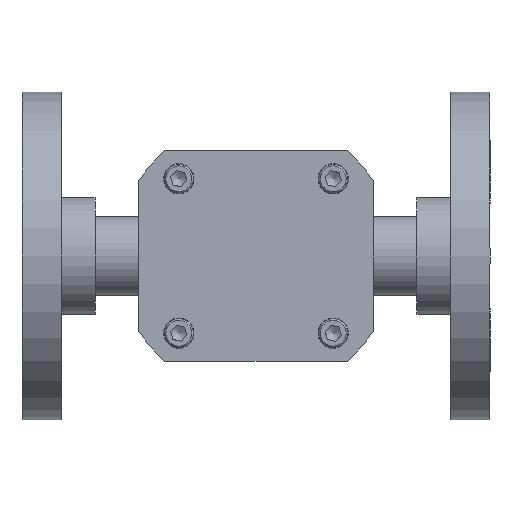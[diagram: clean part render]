
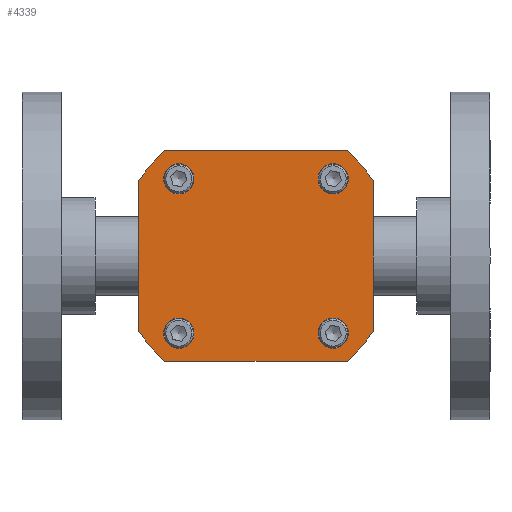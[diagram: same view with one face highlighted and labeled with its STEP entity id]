
A CAD part, front view. The second image highlights one B-rep face of the part: STEP entity #4339.
In plain terms, the highlighted planar face has unit normal (0, -1, 0).
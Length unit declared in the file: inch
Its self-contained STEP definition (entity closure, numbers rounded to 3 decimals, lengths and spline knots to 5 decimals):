
#3892=CARTESIAN_POINT('',(1.25,0.,0.80632));
#3893=VERTEX_POINT('',#3892);
#3900=CARTESIAN_POINT('',(1.25,0.,-0.80632));
#3901=VERTEX_POINT('',#3900);
#3902=CARTESIAN_POINT('',(1.25,0.,-0.80632));
#3903=DIRECTION('',(0.0,0.0,1.0));
#3904=VECTOR('',#3903,1.61265);
#3905=LINE('',#3902,#3904);
#3906=EDGE_CURVE('',#3901,#3893,#3905,.T.);
#3946=CARTESIAN_POINT('',(0.97316,0.,-1.125));
#3947=VERTEX_POINT('',#3946);
#3954=CARTESIAN_POINT('',(-0.97316,0.,-1.125));
#3955=VERTEX_POINT('',#3954);
#3956=CARTESIAN_POINT('',(-0.97316,0.,-1.125));
#3957=DIRECTION('',(1.0,0.0,0.0));
#3958=VECTOR('',#3957,1.94631);
#3959=LINE('',#3956,#3958);
#3960=EDGE_CURVE('',#3955,#3947,#3959,.T.);
#4000=CARTESIAN_POINT('',(-1.25,0.,-0.80632));
#4001=VERTEX_POINT('',#4000);
#4008=CARTESIAN_POINT('',(-1.25,0.,0.80632));
#4009=VERTEX_POINT('',#4008);
#4010=CARTESIAN_POINT('',(-1.25,0.,0.80632));
#4011=DIRECTION('',(0.0,0.0,-1.0));
#4012=VECTOR('',#4011,1.61265);
#4013=LINE('',#4010,#4012);
#4014=EDGE_CURVE('',#4009,#4001,#4013,.T.);
#4055=CARTESIAN_POINT('',(-0.825,0.,0.6625));
#4056=VERTEX_POINT('',#4055);
#4057=CARTESIAN_POINT('',(-0.825,0.,0.825));
#4058=DIRECTION('',(0.0,1.0,0.0));
#4059=DIRECTION('',(0.0,0.0,-1.0));
#4060=AXIS2_PLACEMENT_3D('',#4057,#4058,#4059);
#4061=CIRCLE('',#4060,0.1625);
#4062=EDGE_CURVE('',#4056,#4056,#4061,.T.);
#4096=CARTESIAN_POINT('',(-0.6625,0.,-0.825));
#4097=VERTEX_POINT('',#4096);
#4098=CARTESIAN_POINT('',(-0.825,0.,-0.825));
#4099=DIRECTION('',(0.0,1.0,0.0));
#4100=DIRECTION('',(1.0,0.0,0.0));
#4101=AXIS2_PLACEMENT_3D('',#4098,#4099,#4100);
#4102=CIRCLE('',#4101,0.1625);
#4103=EDGE_CURVE('',#4097,#4097,#4102,.T.);
#4145=CARTESIAN_POINT('',(0.825,0.,-0.6625));
#4146=VERTEX_POINT('',#4145);
#4147=CARTESIAN_POINT('',(0.825,0.,-0.825));
#4148=DIRECTION('',(0.0,1.0,0.0));
#4149=DIRECTION('',(0.0,0.0,1.0));
#4150=AXIS2_PLACEMENT_3D('',#4147,#4148,#4149);
#4151=CIRCLE('',#4150,0.1625);
#4152=EDGE_CURVE('',#4146,#4146,#4151,.T.);
#4194=CARTESIAN_POINT('',(0.6625,0.,0.825));
#4195=VERTEX_POINT('',#4194);
#4196=CARTESIAN_POINT('',(0.825,0.,0.825));
#4197=DIRECTION('',(0.0,1.0,0.0));
#4198=DIRECTION('',(-1.0,0.0,0.0));
#4199=AXIS2_PLACEMENT_3D('',#4196,#4197,#4198);
#4200=CIRCLE('',#4199,0.1625);
#4201=EDGE_CURVE('',#4195,#4195,#4200,.T.);
#4214=CARTESIAN_POINT('',(0.97316,0.,1.125));
#4215=VERTEX_POINT('',#4214);
#4222=CARTESIAN_POINT('',(0.0,0.0,0.0));
#4223=DIRECTION('',(0.,-1.,0.));
#4224=DIRECTION('',(-0.654,0.,-0.756));
#4225=AXIS2_PLACEMENT_3D('',#4222,#4223,#4224);
#4226=CIRCLE('',#4225,1.4875);
#4227=EDGE_CURVE('',#3893,#4215,#4226,.T.);
#4239=CARTESIAN_POINT('',(-0.97316,0.,1.125));
#4240=VERTEX_POINT('',#4239);
#4247=CARTESIAN_POINT('',(0.97316,0.,1.125));
#4248=DIRECTION('',(-1.0,0.0,0.0));
#4249=VECTOR('',#4248,1.94631);
#4250=LINE('',#4247,#4249);
#4251=EDGE_CURVE('',#4215,#4240,#4250,.T.);
#4264=CARTESIAN_POINT('',(0.0,0.0,0.0));
#4265=DIRECTION('',(0.,-1.0,0.));
#4266=DIRECTION('',(0.84,0.,-0.542));
#4267=AXIS2_PLACEMENT_3D('',#4264,#4265,#4266);
#4268=CIRCLE('',#4267,1.4875);
#4269=EDGE_CURVE('',#4240,#4009,#4268,.T.);
#4282=CARTESIAN_POINT('',(0.0,0.0,0.0));
#4283=DIRECTION('',(0.,-1.,0.));
#4284=DIRECTION('',(0.654,0.,0.756));
#4285=AXIS2_PLACEMENT_3D('',#4282,#4283,#4284);
#4286=CIRCLE('',#4285,1.4875);
#4287=EDGE_CURVE('',#4001,#3955,#4286,.T.);
#4300=CARTESIAN_POINT('',(0.0,0.0,0.0));
#4301=DIRECTION('',(0.,-1.0,0.));
#4302=DIRECTION('',(-0.84,0.,0.542));
#4303=AXIS2_PLACEMENT_3D('',#4300,#4301,#4302);
#4304=CIRCLE('',#4303,1.4875);
#4305=EDGE_CURVE('',#3947,#3901,#4304,.T.);
#4312=CARTESIAN_POINT('',(0.,0.,0.));
#4313=DIRECTION('',(0.0,1.0,0.0));
#4314=DIRECTION('',(0.0,0.0,-1.0));
#4315=AXIS2_PLACEMENT_3D('',#4312,#4313,#4314);
#4316=PLANE('',#4315);
#4317=ORIENTED_EDGE('',*,*,#3906,.T.);
#4318=ORIENTED_EDGE('',*,*,#4227,.T.);
#4319=ORIENTED_EDGE('',*,*,#4251,.T.);
#4320=ORIENTED_EDGE('',*,*,#4269,.T.);
#4321=ORIENTED_EDGE('',*,*,#4014,.T.);
#4322=ORIENTED_EDGE('',*,*,#4287,.T.);
#4323=ORIENTED_EDGE('',*,*,#3960,.T.);
#4324=ORIENTED_EDGE('',*,*,#4305,.T.);
#4325=EDGE_LOOP('',(#4317,#4318,#4319,#4320,#4321,#4322,#4323,#4324));
#4326=FACE_OUTER_BOUND('',#4325,.T.);
#4327=ORIENTED_EDGE('',*,*,#4062,.T.);
#4328=EDGE_LOOP('',(#4327));
#4329=FACE_BOUND('',#4328,.T.);
#4330=ORIENTED_EDGE('',*,*,#4103,.T.);
#4331=EDGE_LOOP('',(#4330));
#4332=FACE_BOUND('',#4331,.T.);
#4333=ORIENTED_EDGE('',*,*,#4152,.T.);
#4334=EDGE_LOOP('',(#4333));
#4335=FACE_BOUND('',#4334,.T.);
#4336=ORIENTED_EDGE('',*,*,#4201,.T.);
#4337=EDGE_LOOP('',(#4336));
#4338=FACE_BOUND('',#4337,.T.);
#4339=ADVANCED_FACE('',(#4326,#4329,#4332,#4335,#4338),#4316,.F.);
